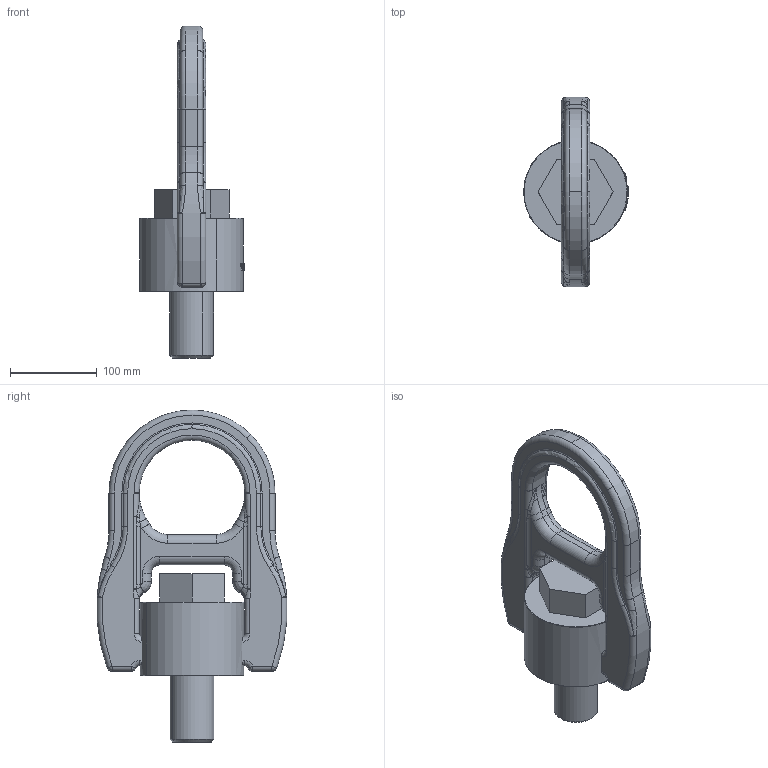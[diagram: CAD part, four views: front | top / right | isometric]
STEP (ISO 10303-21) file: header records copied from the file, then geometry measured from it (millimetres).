
FILE_DESCRIPTION(('CATIA V5 STEP Exchange'),'2;1');
FILE_NAME('8-204-135.stp','2017-06-16T08:14:14+00:00',('none'),('none'),'CATIA Version 5 Release 21 GA (IN-10)','CATIA V5 STEP AP203','none');
FILE_SCHEMA(('CONFIG_CONTROL_DESIGN'));
Length unit declared in the file: millimetre
Products named in the file (1): 8-204-135
Bounding box: 121 x 219.04 x 383.7 mm (x, y, z)
Volume: 2209111.8 mm3; surface area: 171919 mm2
Topology: 1 solids, 1 shells, 487 faces, 1281 edges, 784 vertices
Faces by surface type: plane 219, cylinder 94, torus 80, bspline 64, sphere 20, cone 6, extrusion 4
Entity records: 19446 total; most frequent: CARTESIAN_POINT 8996, ORIENTED_EDGE 2522, DIRECTION 1511, EDGE_CURVE 1261, VERTEX_POINT 784, AXIS2_PLACEMENT_3D 712, B_SPLINE_CURVE_WITH_KNOTS 555, EDGE_LOOP 499
